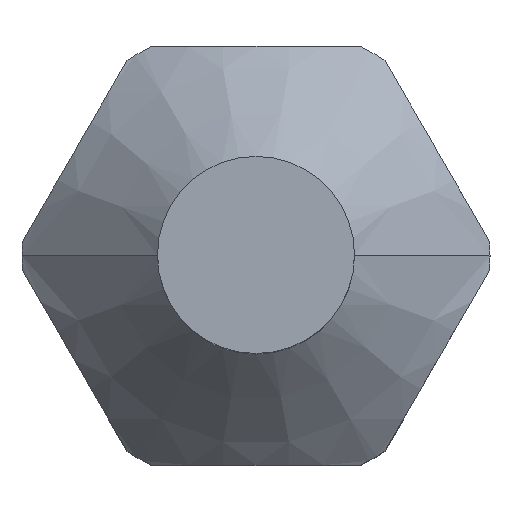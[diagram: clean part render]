
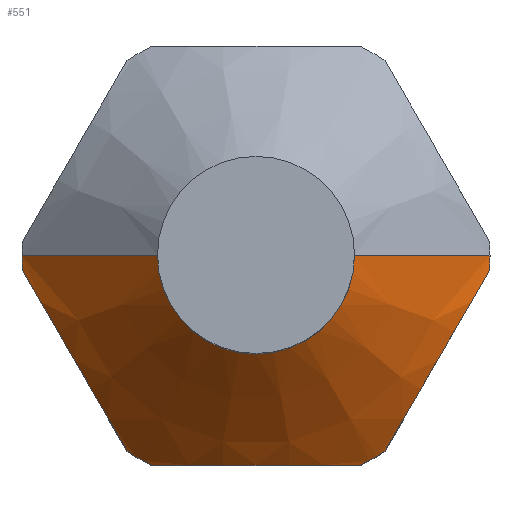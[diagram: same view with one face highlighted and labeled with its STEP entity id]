
A CAD part, top view. The second image highlights one B-rep face of the part: STEP entity #551.
In plain terms, the highlighted conical face has half-angle 45 degrees and reference radius 6.75 mm.
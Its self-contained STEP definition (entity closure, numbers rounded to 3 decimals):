
#261=VERTEX_POINT('',#653);
#315=VERTEX_POINT('',#711);
#319=EDGE_CURVE('',#315,#261,#715,.T.);
#323=EDGE_CURVE('',#543,#261,#719,.T.);
#329=EDGE_CURVE('',#389,#453,#725,.T.);
#339=EDGE_CURVE('',#457,#479,#736,.T.);
#353=EDGE_CURVE('',#491,#403,#750,.T.);
#377=VERTEX_POINT('',#776);
#383=EDGE_CURVE('',#389,#315,#783,.T.);
#389=VERTEX_POINT('',#790);
#395=EDGE_CURVE('',#377,#403,#796,.T.);
#403=VERTEX_POINT('',#805);
#425=EDGE_CURVE('',#457,#453,#829,.T.);
#453=VERTEX_POINT('',#863);
#457=VERTEX_POINT('',#867);
#461=EDGE_CURVE('',#491,#479,#871,.T.);
#479=VERTEX_POINT('',#891);
#491=VERTEX_POINT('',#903);
#533=EDGE_CURVE('',#543,#377,#949,.T.);
#543=VERTEX_POINT('',#960);
#551=ADVANCED_FACE('',(#969),#970,.T.);
#653=CARTESIAN_POINT('',(4.0,0.,15.0));
#711=CARTESIAN_POINT('',(9.5,0.,9.5));
#715=LINE('',#1212,#1213);
#719=CIRCLE('',#1219,4.0);
#725=(B_SPLINE_CURVE(2,(#1229,#1230,#1231),.UNSPECIFIED.,.F.,.F.)B_SPLINE_CURVE_WITH_KNOTS((3,3),(0.0,8.718),.UNSPECIFIED.)RATIONAL_B_SPLINE_CURVE((1.0,1.118,1.0))BOUNDED_CURVE()REPRESENTATION_ITEM('')GEOMETRIC_REPRESENTATION_ITEM()CURVE());
#736=(B_SPLINE_CURVE(2,(#1252,#1253,#1254),.UNSPECIFIED.,.F.,.F.)B_SPLINE_CURVE_WITH_KNOTS((3,3),(0.0,8.718),.UNSPECIFIED.)RATIONAL_B_SPLINE_CURVE((1.0,1.118,1.0))BOUNDED_CURVE()REPRESENTATION_ITEM('')GEOMETRIC_REPRESENTATION_ITEM()CURVE());
#750=(B_SPLINE_CURVE(2,(#1300,#1301,#1302),.UNSPECIFIED.,.F.,.F.)B_SPLINE_CURVE_WITH_KNOTS((3,3),(0.0,8.718),.UNSPECIFIED.)RATIONAL_B_SPLINE_CURVE((1.0,1.118,1.0))BOUNDED_CURVE()REPRESENTATION_ITEM('')GEOMETRIC_REPRESENTATION_ITEM()CURVE());
#776=CARTESIAN_POINT('',(-9.5,0.,9.5));
#783=CIRCLE('',#1363,9.5);
#790=CARTESIAN_POINT('',(9.483,-0.576,9.5));
#796=CIRCLE('',#1379,9.5);
#805=CARTESIAN_POINT('',(-9.483,-0.576,9.5));
#829=CIRCLE('',#1422,9.5);
#863=CARTESIAN_POINT('',(5.24,-7.924,9.5));
#867=CARTESIAN_POINT('',(4.243,-8.5,9.5));
#871=CIRCLE('',#1486,9.5);
#891=CARTESIAN_POINT('',(-4.243,-8.5,9.5));
#903=CARTESIAN_POINT('',(-5.24,-7.924,9.5));
#949=LINE('',#1626,#1627);
#960=CARTESIAN_POINT('',(-4.0,0.,15.0));
#969=FACE_OUTER_BOUND('',#1661,.T.);
#970=CONICAL_SURFACE('',#1662,6.75,0.785);
#1212=CARTESIAN_POINT('',(6.75,0.,12.25));
#1213=VECTOR('',#1841,1.0);
#1219=AXIS2_PLACEMENT_3D('',#1845,#1846,#1847);
#1229=CARTESIAN_POINT('',(9.483,-0.576,9.5));
#1230=CARTESIAN_POINT('',(7.361,-4.25,11.395));
#1231=CARTESIAN_POINT('',(5.24,-7.924,9.5));
#1252=CARTESIAN_POINT('',(4.243,-8.5,9.5));
#1253=CARTESIAN_POINT('',(0.,-8.5,11.395));
#1254=CARTESIAN_POINT('',(-4.243,-8.5,9.5));
#1300=CARTESIAN_POINT('',(-5.24,-7.924,9.5));
#1301=CARTESIAN_POINT('',(-7.361,-4.25,11.395));
#1302=CARTESIAN_POINT('',(-9.483,-0.576,9.5));
#1363=AXIS2_PLACEMENT_3D('',#1897,#1898,#1899);
#1379=AXIS2_PLACEMENT_3D('',#1912,#1913,#1914);
#1422=AXIS2_PLACEMENT_3D('',#1955,#1956,#1957);
#1486=AXIS2_PLACEMENT_3D('',#2030,#2031,#2032);
#1626=CARTESIAN_POINT('',(-6.75,0.,12.25));
#1627=VECTOR('',#2099,1.0);
#1661=EDGE_LOOP('',(#2122,#2123,#2124,#2125,#2126,#2127,#2128,#2129,#2130,#2131));
#1662=AXIS2_PLACEMENT_3D('',#2132,#2133,#2134);
#1841=DIRECTION('',(-0.707,0.,0.707));
#1845=CARTESIAN_POINT('',(0.,0.,15.0));
#1846=DIRECTION('',(0.,0.,1.0));
#1847=DIRECTION('',(-1.0,0.,0.0));
#1897=CARTESIAN_POINT('',(0.,0.,9.5));
#1898=DIRECTION('',(0.,0.,1.0));
#1899=DIRECTION('',(-1.0,0.,0.0));
#1912=CARTESIAN_POINT('',(0.,0.,9.5));
#1913=DIRECTION('',(0.,0.,1.0));
#1914=DIRECTION('',(-1.0,0.,0.0));
#1955=CARTESIAN_POINT('',(0.,0.,9.5));
#1956=DIRECTION('',(0.,0.,1.0));
#1957=DIRECTION('',(-1.0,0.,0.0));
#2030=CARTESIAN_POINT('',(0.,0.,9.5));
#2031=DIRECTION('',(0.,0.,1.0));
#2032=DIRECTION('',(-1.0,0.,0.0));
#2099=DIRECTION('',(-0.707,0.,-0.707));
#2122=ORIENTED_EDGE('',*,*,#533,.T.);
#2123=ORIENTED_EDGE('',*,*,#395,.T.);
#2124=ORIENTED_EDGE('',*,*,#353,.F.);
#2125=ORIENTED_EDGE('',*,*,#461,.T.);
#2126=ORIENTED_EDGE('',*,*,#339,.F.);
#2127=ORIENTED_EDGE('',*,*,#425,.T.);
#2128=ORIENTED_EDGE('',*,*,#329,.F.);
#2129=ORIENTED_EDGE('',*,*,#383,.T.);
#2130=ORIENTED_EDGE('',*,*,#319,.T.);
#2131=ORIENTED_EDGE('',*,*,#323,.F.);
#2132=CARTESIAN_POINT('',(0.,0.,12.25));
#2133=DIRECTION('',(0.,0.,-1.0));
#2134=DIRECTION('',(-1.0,0.,0.0));
